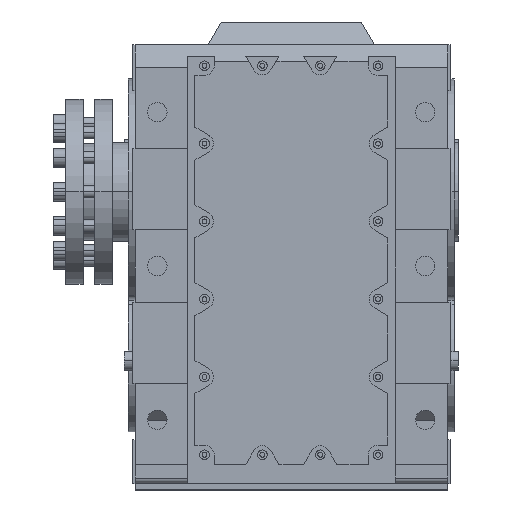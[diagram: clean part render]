
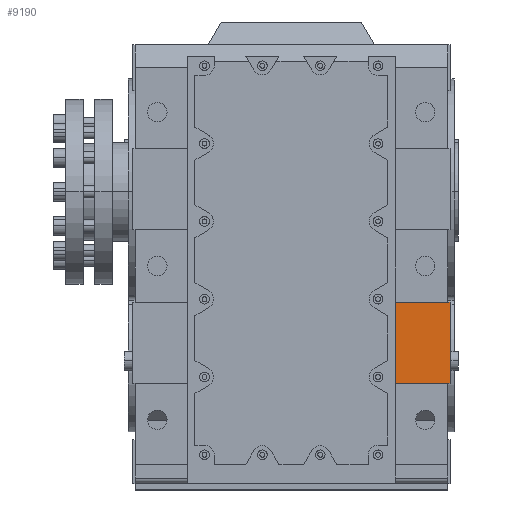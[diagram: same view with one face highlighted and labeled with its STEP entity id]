
A CAD part, top view. The second image highlights one B-rep face of the part: STEP entity #9190.
In plain terms, the highlighted planar face has unit normal (0, 0, 1).
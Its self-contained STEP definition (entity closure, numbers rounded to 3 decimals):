
#1198 = PLANE('',#1199);
#1199 = AXIS2_PLACEMENT_3D('',#1200,#1201,#1202);
#1200 = CARTESIAN_POINT('',(-320.,-223.333,355.));
#1201 = DIRECTION('',(0.,1.,0.));
#1202 = DIRECTION('',(0.,0.,1.));
#1254 = PLANE('',#1255);
#1255 = AXIS2_PLACEMENT_3D('',#1256,#1257,#1258);
#1256 = CARTESIAN_POINT('',(-320.,-386.667,355.));
#1257 = DIRECTION('',(0.,-1.,0.));
#1258 = DIRECTION('',(0.,0.,-1.));
#2842 = VERTEX_POINT('',#2843);
#2843 = CARTESIAN_POINT('',(320.,-386.667,342.5));
#2859 = PLANE('',#2860);
#2860 = AXIS2_PLACEMENT_3D('',#2861,#2862,#2863);
#2861 = CARTESIAN_POINT('',(320.,-386.667,355.));
#2862 = DIRECTION('',(1.,0.,0.));
#2863 = DIRECTION('',(0.,0.,-1.));
#2871 = EDGE_CURVE('',#2842,#2872,#2874,.T.);
#2872 = VERTEX_POINT('',#2873);
#2873 = CARTESIAN_POINT('',(315.,-386.667,342.5));
#2874 = SURFACE_CURVE('',#2875,(#2879,#2886),.PCURVE_S1.);
#2875 = LINE('',#2876,#2877);
#2876 = CARTESIAN_POINT('',(210.,-386.667,342.5));
#2877 = VECTOR('',#2878,1.);
#2878 = DIRECTION('',(-1.,0.,0.));
#2879 = PCURVE('',#1254,#2880);
#2880 = DEFINITIONAL_REPRESENTATION('',(#2881),#2885);
#2881 = LINE('',#2882,#2883);
#2882 = CARTESIAN_POINT('',(12.5,530.));
#2883 = VECTOR('',#2884,1.);
#2884 = DIRECTION('',(0.,-1.));
#2885 = ( GEOMETRIC_REPRESENTATION_CONTEXT(2) 
PARAMETRIC_REPRESENTATION_CONTEXT() REPRESENTATION_CONTEXT('2D SPACE',''
  ) );
#2886 = PCURVE('',#2887,#2892);
#2887 = PLANE('',#2888);
#2888 = AXIS2_PLACEMENT_3D('',#2889,#2890,#2891);
#2889 = CARTESIAN_POINT('',(-315.,-550.,342.5));
#2890 = DIRECTION('',(0.,0.,-1.));
#2891 = DIRECTION('',(-1.,0.,0.));
#2892 = DEFINITIONAL_REPRESENTATION('',(#2893),#2897);
#2893 = LINE('',#2894,#2895);
#2894 = CARTESIAN_POINT('',(-525.,163.333));
#2895 = VECTOR('',#2896,1.);
#2896 = DIRECTION('',(1.,0.));
#2897 = ( GEOMETRIC_REPRESENTATION_CONTEXT(2) 
PARAMETRIC_REPRESENTATION_CONTEXT() REPRESENTATION_CONTEXT('2D SPACE',''
  ) );
#5597 = VERTEX_POINT('',#5598);
#5598 = CARTESIAN_POINT('',(315.,-223.333,342.5));
#5626 = EDGE_CURVE('',#5597,#5627,#5629,.T.);
#5627 = VERTEX_POINT('',#5628);
#5628 = CARTESIAN_POINT('',(320.,-223.333,342.5));
#5629 = SURFACE_CURVE('',#5630,(#5634,#5641),.PCURVE_S1.);
#5630 = LINE('',#5631,#5632);
#5631 = CARTESIAN_POINT('',(210.,-223.333,342.5));
#5632 = VECTOR('',#5633,1.);
#5633 = DIRECTION('',(1.,0.,0.));
#5634 = PCURVE('',#1198,#5635);
#5635 = DEFINITIONAL_REPRESENTATION('',(#5636),#5640);
#5636 = LINE('',#5637,#5638);
#5637 = CARTESIAN_POINT('',(-12.5,530.));
#5638 = VECTOR('',#5639,1.);
#5639 = DIRECTION('',(0.,1.));
#5640 = ( GEOMETRIC_REPRESENTATION_CONTEXT(2) 
PARAMETRIC_REPRESENTATION_CONTEXT() REPRESENTATION_CONTEXT('2D SPACE',''
  ) );
#5641 = PCURVE('',#2887,#5642);
#5642 = DEFINITIONAL_REPRESENTATION('',(#5643),#5647);
#5643 = LINE('',#5644,#5645);
#5644 = CARTESIAN_POINT('',(-525.,326.667));
#5645 = VECTOR('',#5646,1.);
#5646 = DIRECTION('',(-1.,0.));
#5647 = ( GEOMETRIC_REPRESENTATION_CONTEXT(2) 
PARAMETRIC_REPRESENTATION_CONTEXT() REPRESENTATION_CONTEXT('2D SPACE',''
  ) );
#8317 = PLANE('',#8318);
#8318 = AXIS2_PLACEMENT_3D('',#8319,#8320,#8321);
#8319 = CARTESIAN_POINT('',(210.,-386.667,342.5));
#8320 = DIRECTION('',(0.,1.,0.));
#8321 = DIRECTION('',(-1.,0.,0.));
#9168 = EDGE_CURVE('',#5627,#2842,#9169,.T.);
#9169 = SURFACE_CURVE('',#9170,(#9174,#9181),.PCURVE_S1.);
#9170 = LINE('',#9171,#9172);
#9171 = CARTESIAN_POINT('',(320.,-386.667,342.5));
#9172 = VECTOR('',#9173,1.);
#9173 = DIRECTION('',(0.,-1.,0.));
#9174 = PCURVE('',#2859,#9175);
#9175 = DEFINITIONAL_REPRESENTATION('',(#9176),#9180);
#9176 = LINE('',#9177,#9178);
#9177 = CARTESIAN_POINT('',(12.5,0.));
#9178 = VECTOR('',#9179,1.);
#9179 = DIRECTION('',(0.,-1.));
#9180 = ( GEOMETRIC_REPRESENTATION_CONTEXT(2) 
PARAMETRIC_REPRESENTATION_CONTEXT() REPRESENTATION_CONTEXT('2D SPACE',''
  ) );
#9181 = PCURVE('',#2887,#9182);
#9182 = DEFINITIONAL_REPRESENTATION('',(#9183),#9187);
#9183 = LINE('',#9184,#9185);
#9184 = CARTESIAN_POINT('',(-635.,163.333));
#9185 = VECTOR('',#9186,1.);
#9186 = DIRECTION('',(0.,-1.));
#9187 = ( GEOMETRIC_REPRESENTATION_CONTEXT(2) 
PARAMETRIC_REPRESENTATION_CONTEXT() REPRESENTATION_CONTEXT('2D SPACE',''
  ) );
#9190 = ADVANCED_FACE('',(#9191),#2887,.F.);
#9191 = FACE_BOUND('',#9192,.T.);
#9192 = EDGE_LOOP('',(#9193,#9221,#9249,#9270,#9271,#9272));
#9193 = ORIENTED_EDGE('',*,*,#9194,.F.);
#9194 = EDGE_CURVE('',#9195,#5597,#9197,.T.);
#9195 = VERTEX_POINT('',#9196);
#9196 = CARTESIAN_POINT('',(210.,-223.333,342.5));
#9197 = SURFACE_CURVE('',#9198,(#9202,#9209),.PCURVE_S1.);
#9198 = LINE('',#9199,#9200);
#9199 = CARTESIAN_POINT('',(210.,-223.333,342.5));
#9200 = VECTOR('',#9201,1.);
#9201 = DIRECTION('',(1.,0.,0.));
#9202 = PCURVE('',#2887,#9203);
#9203 = DEFINITIONAL_REPRESENTATION('',(#9204),#9208);
#9204 = LINE('',#9205,#9206);
#9205 = CARTESIAN_POINT('',(-525.,326.667));
#9206 = VECTOR('',#9207,1.);
#9207 = DIRECTION('',(-1.,0.));
#9208 = ( GEOMETRIC_REPRESENTATION_CONTEXT(2) 
PARAMETRIC_REPRESENTATION_CONTEXT() REPRESENTATION_CONTEXT('2D SPACE',''
  ) );
#9209 = PCURVE('',#9210,#9215);
#9210 = PLANE('',#9211);
#9211 = AXIS2_PLACEMENT_3D('',#9212,#9213,#9214);
#9212 = CARTESIAN_POINT('',(210.,-223.333,342.5));
#9213 = DIRECTION('',(0.,-1.,0.));
#9214 = DIRECTION('',(1.,0.,0.));
#9215 = DEFINITIONAL_REPRESENTATION('',(#9216),#9220);
#9216 = LINE('',#9217,#9218);
#9217 = CARTESIAN_POINT('',(0.,0.));
#9218 = VECTOR('',#9219,1.);
#9219 = DIRECTION('',(1.,0.));
#9220 = ( GEOMETRIC_REPRESENTATION_CONTEXT(2) 
PARAMETRIC_REPRESENTATION_CONTEXT() REPRESENTATION_CONTEXT('2D SPACE',''
  ) );
#9221 = ORIENTED_EDGE('',*,*,#9222,.F.);
#9222 = EDGE_CURVE('',#9223,#9195,#9225,.T.);
#9223 = VERTEX_POINT('',#9224);
#9224 = CARTESIAN_POINT('',(210.,-386.667,342.5));
#9225 = SURFACE_CURVE('',#9226,(#9230,#9237),.PCURVE_S1.);
#9226 = LINE('',#9227,#9228);
#9227 = CARTESIAN_POINT('',(210.,296.,342.5));
#9228 = VECTOR('',#9229,1.);
#9229 = DIRECTION('',(0.,1.,0.));
#9230 = PCURVE('',#2887,#9231);
#9231 = DEFINITIONAL_REPRESENTATION('',(#9232),#9236);
#9232 = LINE('',#9233,#9234);
#9233 = CARTESIAN_POINT('',(-525.,846.));
#9234 = VECTOR('',#9235,1.);
#9235 = DIRECTION('',(0.,1.));
#9236 = ( GEOMETRIC_REPRESENTATION_CONTEXT(2) 
PARAMETRIC_REPRESENTATION_CONTEXT() REPRESENTATION_CONTEXT('2D SPACE',''
  ) );
#9237 = PCURVE('',#9238,#9243);
#9238 = PLANE('',#9239);
#9239 = AXIS2_PLACEMENT_3D('',#9240,#9241,#9242);
#9240 = CARTESIAN_POINT('',(210.,-386.667,342.5));
#9241 = DIRECTION('',(-1.,0.,0.));
#9242 = DIRECTION('',(0.,-1.,0.));
#9243 = DEFINITIONAL_REPRESENTATION('',(#9244),#9248);
#9244 = LINE('',#9245,#9246);
#9245 = CARTESIAN_POINT('',(-682.667,0.));
#9246 = VECTOR('',#9247,1.);
#9247 = DIRECTION('',(-1.,0.));
#9248 = ( GEOMETRIC_REPRESENTATION_CONTEXT(2) 
PARAMETRIC_REPRESENTATION_CONTEXT() REPRESENTATION_CONTEXT('2D SPACE',''
  ) );
#9249 = ORIENTED_EDGE('',*,*,#9250,.F.);
#9250 = EDGE_CURVE('',#2872,#9223,#9251,.T.);
#9251 = SURFACE_CURVE('',#9252,(#9256,#9263),.PCURVE_S1.);
#9252 = LINE('',#9253,#9254);
#9253 = CARTESIAN_POINT('',(210.,-386.667,342.5));
#9254 = VECTOR('',#9255,1.);
#9255 = DIRECTION('',(-1.,0.,0.));
#9256 = PCURVE('',#2887,#9257);
#9257 = DEFINITIONAL_REPRESENTATION('',(#9258),#9262);
#9258 = LINE('',#9259,#9260);
#9259 = CARTESIAN_POINT('',(-525.,163.333));
#9260 = VECTOR('',#9261,1.);
#9261 = DIRECTION('',(1.,0.));
#9262 = ( GEOMETRIC_REPRESENTATION_CONTEXT(2) 
PARAMETRIC_REPRESENTATION_CONTEXT() REPRESENTATION_CONTEXT('2D SPACE',''
  ) );
#9263 = PCURVE('',#8317,#9264);
#9264 = DEFINITIONAL_REPRESENTATION('',(#9265),#9269);
#9265 = LINE('',#9266,#9267);
#9266 = CARTESIAN_POINT('',(0.,0.));
#9267 = VECTOR('',#9268,1.);
#9268 = DIRECTION('',(1.,0.));
#9269 = ( GEOMETRIC_REPRESENTATION_CONTEXT(2) 
PARAMETRIC_REPRESENTATION_CONTEXT() REPRESENTATION_CONTEXT('2D SPACE',''
  ) );
#9270 = ORIENTED_EDGE('',*,*,#2871,.F.);
#9271 = ORIENTED_EDGE('',*,*,#9168,.F.);
#9272 = ORIENTED_EDGE('',*,*,#5626,.F.);
